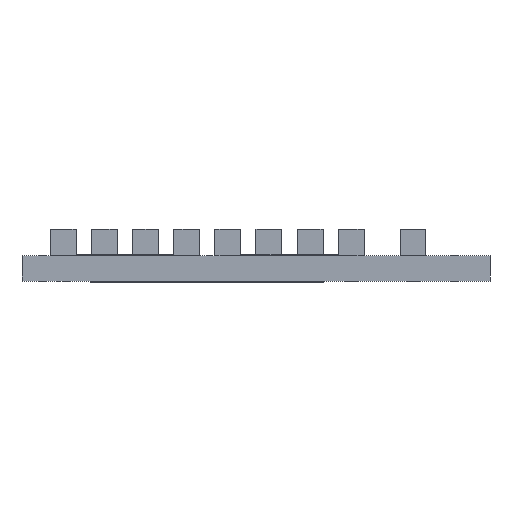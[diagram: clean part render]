
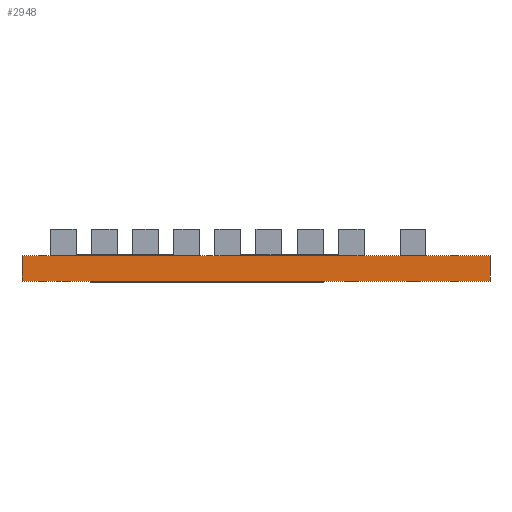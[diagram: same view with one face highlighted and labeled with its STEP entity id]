
A CAD part, front view. The second image highlights one B-rep face of the part: STEP entity #2948.
In plain terms, the highlighted planar face has unit normal (0, -1, 0).
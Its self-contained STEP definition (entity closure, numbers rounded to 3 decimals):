
#95=PLANE('',#3230);
#278=FACE_OUTER_BOUND('',#461,.T.);
#461=EDGE_LOOP('',(#2172,#2173,#2174,#2175));
#702=LINE('',#4376,#1041);
#703=LINE('',#4379,#1042);
#704=LINE('',#4381,#1043);
#705=LINE('',#4382,#1044);
#1041=VECTOR('',#3585,10.);
#1042=VECTOR('',#3588,10.);
#1043=VECTOR('',#3589,10.);
#1044=VECTOR('',#3590,10.);
#1459=VERTEX_POINT('',#4372);
#1460=VERTEX_POINT('',#4374);
#1461=VERTEX_POINT('',#4378);
#1462=VERTEX_POINT('',#4380);
#1750=EDGE_CURVE('',#1459,#1460,#702,.T.);
#1751=EDGE_CURVE('',#1461,#1459,#703,.T.);
#1752=EDGE_CURVE('',#1462,#1460,#704,.T.);
#1753=EDGE_CURVE('',#1461,#1462,#705,.T.);
#2172=ORIENTED_EDGE('',*,*,#1751,.T.);
#2173=ORIENTED_EDGE('',*,*,#1750,.T.);
#2174=ORIENTED_EDGE('',*,*,#1752,.F.);
#2175=ORIENTED_EDGE('',*,*,#1753,.F.);
#2948=ADVANCED_FACE('',(#278),#95,.T.);
#3230=AXIS2_PLACEMENT_3D('',#4377,#3586,#3587);
#3585=DIRECTION('',(0.,0.,1.));
#3586=DIRECTION('center_axis',(0.,-1.,0.));
#3587=DIRECTION('ref_axis',(1.,0.,0.));
#3588=DIRECTION('',(1.,0.,0.));
#3589=DIRECTION('',(1.,0.,0.));
#3590=DIRECTION('',(0.,0.,1.));
#4372=CARTESIAN_POINT('',(28.88,0.,0.));
#4374=CARTESIAN_POINT('',(28.88,0.,1.57));
#4376=CARTESIAN_POINT('',(28.88,0.,0.));
#4377=CARTESIAN_POINT('Origin',(0.,0.,0.));
#4378=CARTESIAN_POINT('',(0.,0.,0.));
#4379=CARTESIAN_POINT('',(0.,0.,0.));
#4380=CARTESIAN_POINT('',(0.,0.,1.57));
#4381=CARTESIAN_POINT('',(0.,0.,1.57));
#4382=CARTESIAN_POINT('',(0.,0.,0.));
